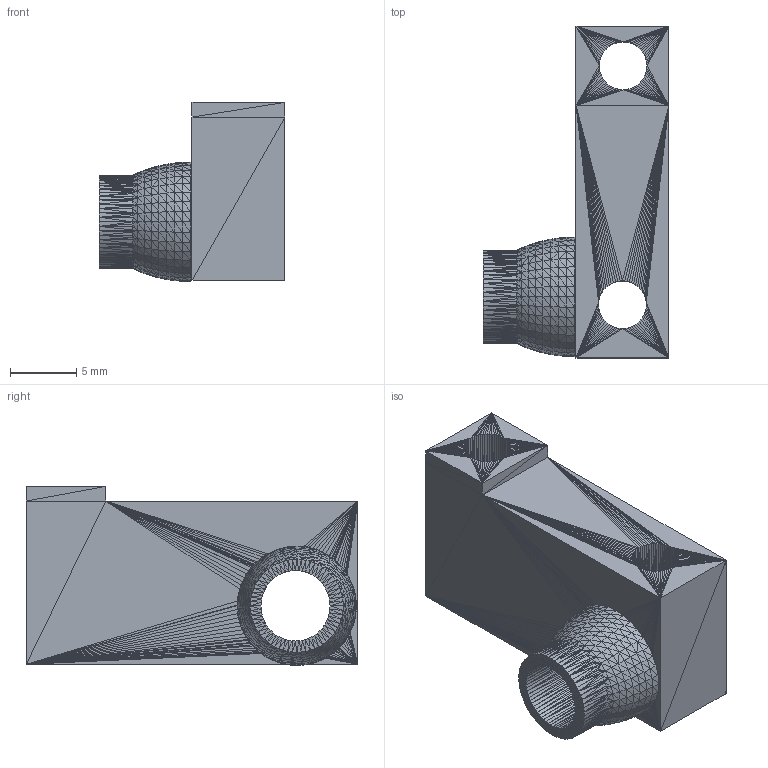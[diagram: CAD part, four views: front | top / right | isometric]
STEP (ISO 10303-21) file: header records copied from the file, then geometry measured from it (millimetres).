
FILE_DESCRIPTION((''),'2;1');
FILE_NAME('wheel-mount-leftv2', '2025-02-24T13:10:19', (''), (''), 'ImageToStl.com STEP Converter','', '');
FILE_SCHEMA(('AUTOMOTIVE_DESIGN_CC2'));
Length unit declared in the file: metre
Products named in the file (1): product0
Bounding box: 14 x 25 x 13.5 mm (x, y, z)
Surface area: 1742.7 mm2 (no closed solid volume)
Topology: 0 solids, 2982 shells, 2982 faces, 8946 edges, 1485 vertices
Faces by surface type: plane 2982
Entity records: 68602 total; most frequent: DIRECTION 14912, ORIENTED_EDGE 8946, EDGE_CURVE 8946, LINE 8946, VECTOR 8946, AXIS2_PLACEMENT_3D 2983, FACE_SURFACE 2982, PLANE 2982
